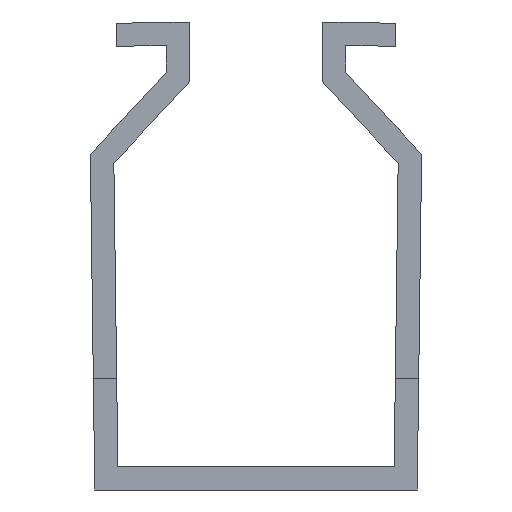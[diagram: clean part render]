
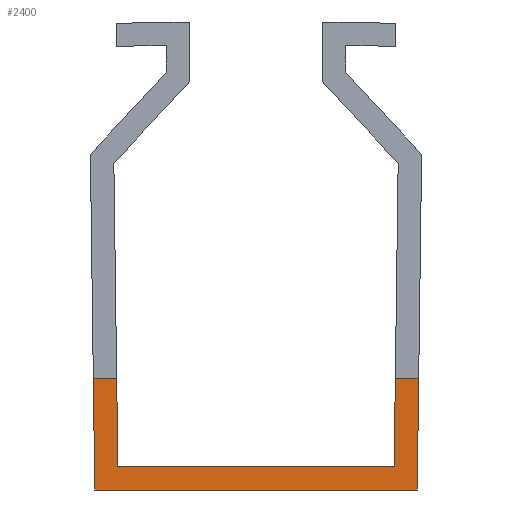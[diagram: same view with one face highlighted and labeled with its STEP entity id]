
A CAD part, front view. The second image highlights one B-rep face of the part: STEP entity #2400.
In plain terms, the highlighted planar face has unit normal (0, -1, 0).
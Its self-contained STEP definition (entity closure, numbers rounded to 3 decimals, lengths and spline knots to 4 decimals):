
#2400=ADVANCED_FACE('',(#8390),#5430,.T.);
#5430=PLANE('',#65715);
#8390=FACE_OUTER_BOUND('',#11418,.T.);
#11418=EDGE_LOOP('',(#22889,#22890,#22891,#22892,#22893,#22894,#22895,#22896));
#22889=ORIENTED_EDGE('',*,*,#37299,.T.);
#22890=ORIENTED_EDGE('',*,*,#44805,.T.);
#22891=ORIENTED_EDGE('',*,*,#37326,.T.);
#22892=ORIENTED_EDGE('',*,*,#44806,.T.);
#22893=ORIENTED_EDGE('',*,*,#41344,.T.);
#22894=ORIENTED_EDGE('',*,*,#44807,.T.);
#22895=ORIENTED_EDGE('',*,*,#41370,.T.);
#22896=ORIENTED_EDGE('',*,*,#44808,.T.);
#31243=VERTEX_POINT('',#83307);
#31244=VERTEX_POINT('',#83309);
#31262=VERTEX_POINT('',#83361);
#31263=VERTEX_POINT('',#83363);
#34133=VERTEX_POINT('',#91253);
#34134=VERTEX_POINT('',#91255);
#34150=VERTEX_POINT('',#91304);
#34151=VERTEX_POINT('',#91306);
#37299=EDGE_CURVE('',#31244,#31243,#46383,.T.);
#37326=EDGE_CURVE('',#31263,#31262,#46410,.T.);
#41344=EDGE_CURVE('',#34134,#34133,#50428,.T.);
#41370=EDGE_CURVE('',#34151,#34150,#50454,.T.);
#44805=EDGE_CURVE('',#31243,#31263,#53889,.T.);
#44806=EDGE_CURVE('',#31262,#34134,#53890,.T.);
#44807=EDGE_CURVE('',#34133,#34151,#53891,.T.);
#44808=EDGE_CURVE('',#34150,#31244,#53892,.T.);
#46383=LINE('',#83308,#55327);
#46410=LINE('',#83362,#55354);
#50428=LINE('',#91254,#59372);
#50454=LINE('',#91305,#59398);
#53889=LINE('',#98032,#62833);
#53890=LINE('',#98033,#62834);
#53891=LINE('',#98034,#62835);
#53892=LINE('',#98035,#62836);
#55327=VECTOR('',#67444,1.);
#55354=VECTOR('',#67487,1.);
#59372=VECTOR('',#73511,1.);
#59398=VECTOR('',#73553,1.);
#62833=VECTOR('',#78992,1.);
#62834=VECTOR('',#78993,1.);
#62835=VECTOR('',#78994,1.);
#62836=VECTOR('',#78995,1.);
#65715=AXIS2_PLACEMENT_3D('',#98036,#78996,#78997);
#67444=DIRECTION('',(0.013,0.,1.));
#67487=DIRECTION('',(-0.013,0.,-1.));
#73511=DIRECTION('',(-0.013,0.,1.));
#73553=DIRECTION('',(0.013,0.,-1.));
#78992=DIRECTION('',(-1.,0.,-0.004));
#78993=DIRECTION('',(-1.,0.,0.));
#78994=DIRECTION('',(-1.,0.,0.004));
#78995=DIRECTION('',(1.,0.,0.));
#78996=DIRECTION('',(0.,-1.,0.));
#78997=DIRECTION('',(0.,0.,-1.));
#83307=CARTESIAN_POINT('',(0.3481,0.,0.2392));
#83308=CARTESIAN_POINT('',(0.345,0.,0.));
#83309=CARTESIAN_POINT('',(0.345,0.,0.));
#83361=CARTESIAN_POINT('',(0.2956,0.,0.05));
#83362=CARTESIAN_POINT('',(0.3041,0.,0.6992));
#83363=CARTESIAN_POINT('',(0.2981,0.,0.239));
#91253=CARTESIAN_POINT('',(-0.2981,0.,0.239));
#91254=CARTESIAN_POINT('',(-0.2956,0.,0.05));
#91255=CARTESIAN_POINT('',(-0.2956,0.,0.05));
#91304=CARTESIAN_POINT('',(-0.345,0.,0.));
#91305=CARTESIAN_POINT('',(-0.3544,0.,0.7185));
#91306=CARTESIAN_POINT('',(-0.3481,0.,0.2392));
#98032=CARTESIAN_POINT('',(0.1298,0.,0.2383));
#98033=CARTESIAN_POINT('',(0.2956,0.,0.05));
#98034=CARTESIAN_POINT('',(0.1315,0.,0.2371));
#98035=CARTESIAN_POINT('',(-0.345,0.,0.));
#98036=CARTESIAN_POINT('',(0.1306,0.,0.05));
